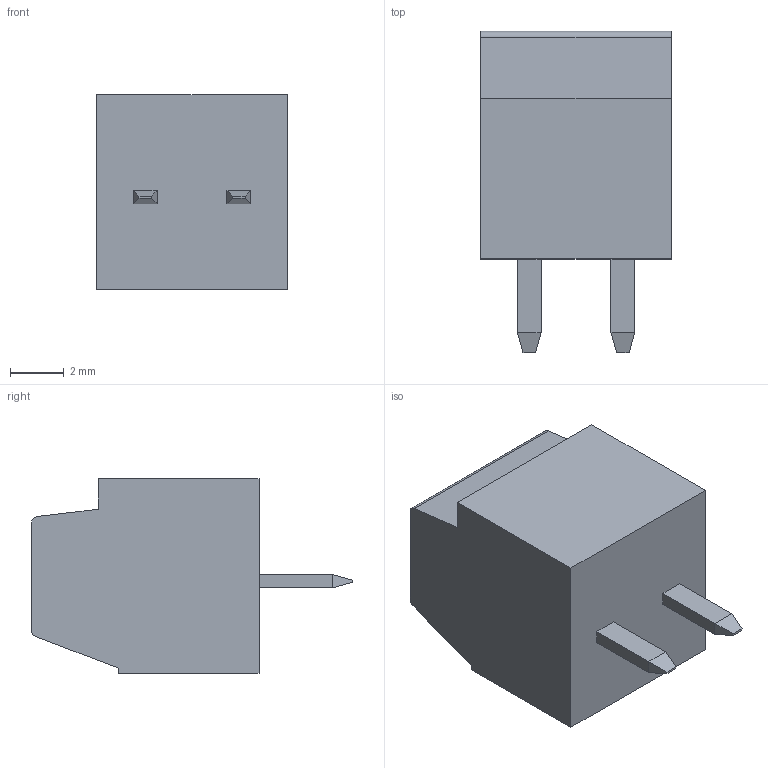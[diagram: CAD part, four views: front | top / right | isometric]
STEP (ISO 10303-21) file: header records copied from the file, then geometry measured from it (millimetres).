
FILE_DESCRIPTION (( 'STEP AP214' ), '1' );
FILE_NAME ('Term 2 pin 3.5mm.STEP', '2012-09-20T18:06:47', ( 'Boban' ), ( '' ), 'SwSTEP 2.0', 'SolidWorks 2012', '' );
FILE_SCHEMA (( 'AUTOMOTIVE_DESIGN' ));
Length unit declared in the file: millimetre
Products named in the file (1): Term 2 pin 3.5mm
Bounding box: 7.11 x 12.01 x 7.29 mm (x, y, z)
Volume: 353.5 mm3; surface area: 486.9 mm2
Topology: 1 solids, 1 shells, 78 faces, 178 edges, 112 vertices
Faces by surface type: plane 60, cylinder 14, cone 4
Entity records: 2614 total; most frequent: DIRECTION 376, CARTESIAN_POINT 369, ORIENTED_EDGE 356, EDGE_CURVE 178, LINE 138, VECTOR 138, AXIS2_PLACEMENT_3D 119, VERTEX_POINT 112
